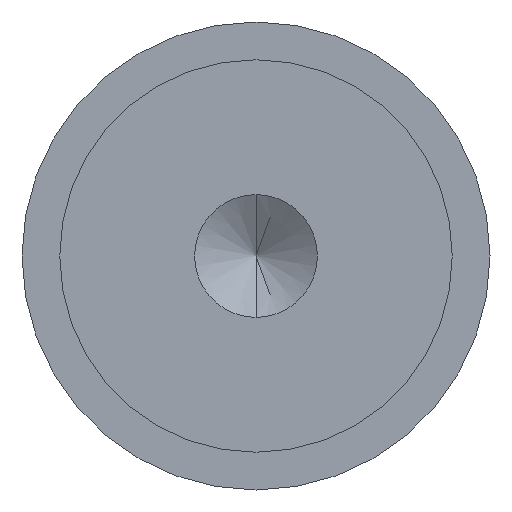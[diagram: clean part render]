
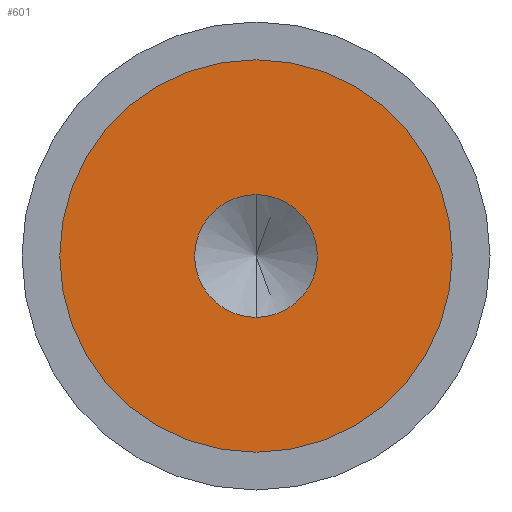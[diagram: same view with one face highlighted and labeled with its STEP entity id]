
A CAD part, left-side view. The second image highlights one B-rep face of the part: STEP entity #601.
In plain terms, the highlighted planar face has unit normal (-1, 0, 0).
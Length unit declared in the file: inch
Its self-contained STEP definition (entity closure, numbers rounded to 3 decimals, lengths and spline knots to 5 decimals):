
#5 = AXIS2_PLACEMENT_3D ( 'NONE', #312, #566, #153 ) ;
#60 = DIRECTION ( 'NONE',  ( -1., 0., 0. ) ) ;
#67 = FACE_OUTER_BOUND ( 'NONE', #237, .T. ) ;
#82 = ORIENTED_EDGE ( 'NONE', *, *, #317, .F. ) ;
#94 = DIRECTION ( 'NONE',  ( -1., 0., 0. ) ) ;
#103 = CARTESIAN_POINT ( 'NONE',  ( -0.079, 0., -0.09843 ) ) ;
#116 = DIRECTION ( 'NONE',  ( 0., -1., 0. ) ) ;
#143 = CIRCLE ( 'NONE', #176, 0.09843 ) ;
#152 = EDGE_CURVE ( 'NONE', #196, #594, #421, .T. ) ;
#153 = DIRECTION ( 'NONE',  ( 0., 0., 1. ) ) ;
#163 = FACE_BOUND ( 'NONE', #341, .T. ) ;
#169 = CARTESIAN_POINT ( 'NONE',  ( -0.079, 0., 0.09843 ) ) ;
#170 = DIRECTION ( 'NONE',  ( -1., 0., 0. ) ) ;
#175 = AXIS2_PLACEMENT_3D ( 'NONE', #522, #170, #116 ) ;
#176 = AXIS2_PLACEMENT_3D ( 'NONE', #248, #94, #182 ) ;
#182 = DIRECTION ( 'NONE',  ( 0., 0., 1. ) ) ;
#196 = VERTEX_POINT ( 'NONE', #375 ) ;
#237 = EDGE_LOOP ( 'NONE', ( #394, #653 ) ) ;
#245 = EDGE_CURVE ( 'NONE', #594, #196, #634, .T. ) ;
#248 = CARTESIAN_POINT ( 'NONE',  ( -0.079, 0., 0. ) ) ;
#272 = PLANE ( 'NONE',  #304 ) ;
#279 = CARTESIAN_POINT ( 'NONE',  ( -0.079, -0.3145, 0. ) ) ;
#283 = DIRECTION ( 'NONE',  ( 0., -1., 0. ) ) ;
#304 = AXIS2_PLACEMENT_3D ( 'NONE', #363, #60, #368 ) ;
#312 = CARTESIAN_POINT ( 'NONE',  ( -0.079, 0., 0. ) ) ;
#317 = EDGE_CURVE ( 'NONE', #640, #541, #143, .T. ) ;
#341 = EDGE_LOOP ( 'NONE', ( #497, #82 ) ) ;
#344 = DIRECTION ( 'NONE',  ( -1., 0., 0. ) ) ;
#363 = CARTESIAN_POINT ( 'NONE',  ( -0.079, 0., 0. ) ) ;
#368 = DIRECTION ( 'NONE',  ( 0., -1., 0. ) ) ;
#375 = CARTESIAN_POINT ( 'NONE',  ( -0.079, 0.3145, 0. ) ) ;
#393 = CARTESIAN_POINT ( 'NONE',  ( -0.079, 0., 0. ) ) ;
#394 = ORIENTED_EDGE ( 'NONE', *, *, #152, .T. ) ;
#421 = CIRCLE ( 'NONE', #175, 0.3145 ) ;
#432 = EDGE_CURVE ( 'NONE', #541, #640, #590, .T. ) ;
#493 = AXIS2_PLACEMENT_3D ( 'NONE', #393, #344, #283 ) ;
#497 = ORIENTED_EDGE ( 'NONE', *, *, #432, .F. ) ;
#522 = CARTESIAN_POINT ( 'NONE',  ( -0.079, 0., 0. ) ) ;
#541 = VERTEX_POINT ( 'NONE', #169 ) ;
#566 = DIRECTION ( 'NONE',  ( -1., 0., 0. ) ) ;
#590 = CIRCLE ( 'NONE', #5, 0.09843 ) ;
#594 = VERTEX_POINT ( 'NONE', #279 ) ;
#601 = ADVANCED_FACE ( 'NONE', ( #163, #67 ), #272, .T. ) ;
#634 = CIRCLE ( 'NONE', #493, 0.3145 ) ;
#640 = VERTEX_POINT ( 'NONE', #103 ) ;
#653 = ORIENTED_EDGE ( 'NONE', *, *, #245, .T. ) ;
